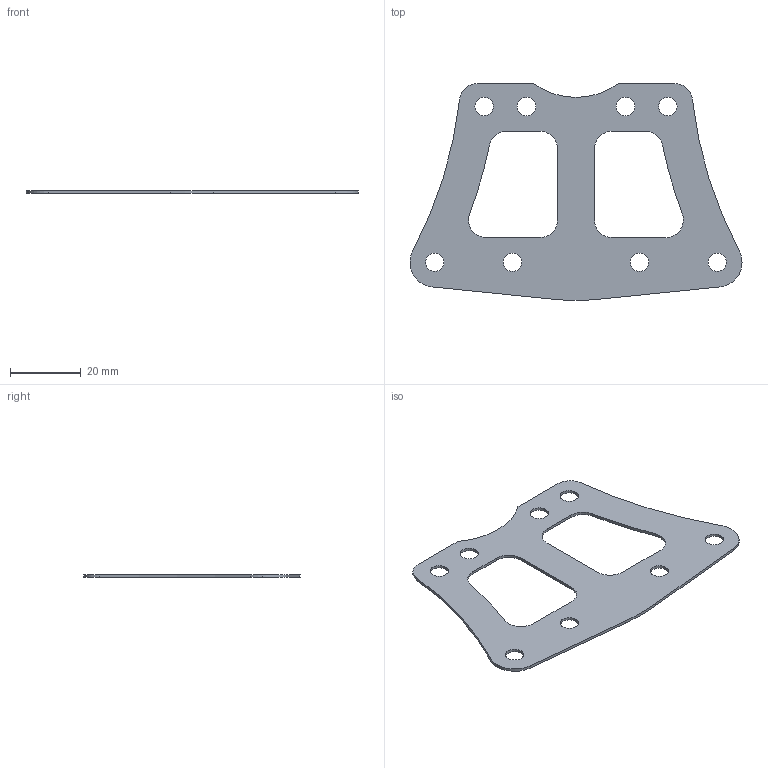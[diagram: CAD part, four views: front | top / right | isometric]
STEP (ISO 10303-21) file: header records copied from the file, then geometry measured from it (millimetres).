
FILE_DESCRIPTION (( 'STEP AP214' ), '1' );
FILE_NAME ('plaquette.STEP', '2019-01-06T11:03:31', ( '' ), ( '' ), 'SwSTEP 2.0', 'SolidWorks 2018', '' );
FILE_SCHEMA (( 'AUTOMOTIVE_DESIGN' ));
Length unit declared in the file: millimetre
Products named in the file (1): plaquette
Bounding box: 94 x 61.37 x 0.8 mm (x, y, z)
Volume: 2500.9 mm3; surface area: 6729.4 mm2
Topology: 1 solids, 1 shells, 48 faces, 138 edges, 92 vertices
Faces by surface type: cylinder 36, plane 12
Entity records: 1688 total; most frequent: DIRECTION 308, CARTESIAN_POINT 279, ORIENTED_EDGE 276, EDGE_CURVE 138, AXIS2_PLACEMENT_3D 121, VERTEX_POINT 92, CIRCLE 72, EDGE_LOOP 68
